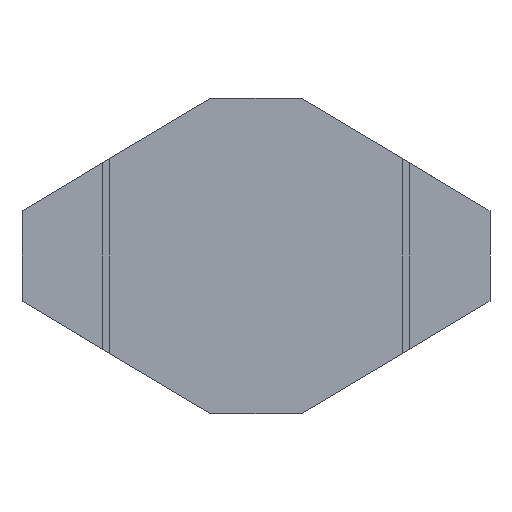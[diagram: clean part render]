
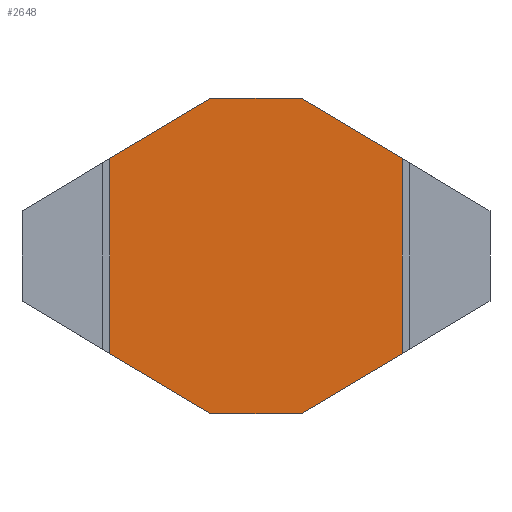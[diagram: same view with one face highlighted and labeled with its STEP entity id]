
A CAD part, front view. The second image highlights one B-rep face of the part: STEP entity #2648.
In plain terms, the highlighted planar face has unit normal (0, -1, 0).
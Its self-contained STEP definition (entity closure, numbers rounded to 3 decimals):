
#1=DIRECTION('',(0.,0.,1.));
#2=VECTOR('',#1,2.75);
#3=CARTESIAN_POINT('',(2.06,0.,-1.375));
#4=LINE('',#3,#2);
#5=DIRECTION('',(-0.859,0.,-0.512));
#6=VECTOR('',#5,1.659);
#7=CARTESIAN_POINT('',(2.06,0.,-1.375));
#8=LINE('',#7,#6);
#9=DIRECTION('',(-1.,0.,0.));
#10=VECTOR('',#9,1.27);
#11=CARTESIAN_POINT('',(0.635,0.,-2.225));
#12=LINE('',#11,#10);
#13=DIRECTION('',(-0.859,0.,0.512));
#14=VECTOR('',#13,1.659);
#15=CARTESIAN_POINT('',(-0.635,0.,-2.225));
#16=LINE('',#15,#14);
#17=DIRECTION('',(0.,0.,-1.));
#18=VECTOR('',#17,2.75);
#19=CARTESIAN_POINT('',(-2.06,0.,1.375));
#20=LINE('',#19,#18);
#21=DIRECTION('',(0.859,0.,0.512));
#22=VECTOR('',#21,1.659);
#23=CARTESIAN_POINT('',(-2.06,0.,1.375));
#24=LINE('',#23,#22);
#25=DIRECTION('',(1.,0.,0.));
#26=VECTOR('',#25,1.27);
#27=CARTESIAN_POINT('',(-0.635,0.,2.225));
#28=LINE('',#27,#26);
#29=DIRECTION('',(0.859,0.,-0.512));
#30=VECTOR('',#29,1.659);
#31=CARTESIAN_POINT('',(0.635,0.,2.225));
#32=LINE('',#31,#30);
#2489=CARTESIAN_POINT('',(-0.635,0.,2.225));
#2490=CARTESIAN_POINT('',(0.635,0.,2.225));
#2491=VERTEX_POINT('',#2489);
#2492=VERTEX_POINT('',#2490);
#2497=CARTESIAN_POINT('',(0.635,0.,-2.225));
#2498=CARTESIAN_POINT('',(-0.635,0.,-2.225));
#2499=VERTEX_POINT('',#2497);
#2500=VERTEX_POINT('',#2498);
#2593=CARTESIAN_POINT('',(2.06,0.,-1.375));
#2594=CARTESIAN_POINT('',(2.06,0.,1.375));
#2595=VERTEX_POINT('',#2593);
#2596=VERTEX_POINT('',#2594);
#2605=CARTESIAN_POINT('',(-2.06,0.,1.375));
#2606=CARTESIAN_POINT('',(-2.06,0.,-1.375));
#2607=VERTEX_POINT('',#2605);
#2608=VERTEX_POINT('',#2606);
#2625=CARTESIAN_POINT('',(0.,0.,0.));
#2626=DIRECTION('',(0.,1.,0.));
#2627=DIRECTION('',(1.,0.,0.));
#2628=AXIS2_PLACEMENT_3D('',#2625,#2626,#2627);
#2629=PLANE('',#2628);
#2631=ORIENTED_EDGE('',*,*,#2630,.F.);
#2633=ORIENTED_EDGE('',*,*,#2632,.T.);
#2635=ORIENTED_EDGE('',*,*,#2634,.T.);
#2637=ORIENTED_EDGE('',*,*,#2636,.T.);
#2639=ORIENTED_EDGE('',*,*,#2638,.F.);
#2641=ORIENTED_EDGE('',*,*,#2640,.T.);
#2643=ORIENTED_EDGE('',*,*,#2642,.T.);
#2645=ORIENTED_EDGE('',*,*,#2644,.T.);
#2646=EDGE_LOOP('',(#2631,#2633,#2635,#2637,#2639,#2641,#2643,#2645));
#2647=FACE_OUTER_BOUND('',#2646,.F.);
#2630=EDGE_CURVE('',#2595,#2596,#4,.T.);
#2632=EDGE_CURVE('',#2595,#2499,#8,.T.);
#2634=EDGE_CURVE('',#2499,#2500,#12,.T.);
#2636=EDGE_CURVE('',#2500,#2608,#16,.T.);
#2638=EDGE_CURVE('',#2607,#2608,#20,.T.);
#2640=EDGE_CURVE('',#2607,#2491,#24,.T.);
#2642=EDGE_CURVE('',#2491,#2492,#28,.T.);
#2644=EDGE_CURVE('',#2492,#2596,#32,.T.);
#2648=ADVANCED_FACE('',(#2647),#2629,.F.);
